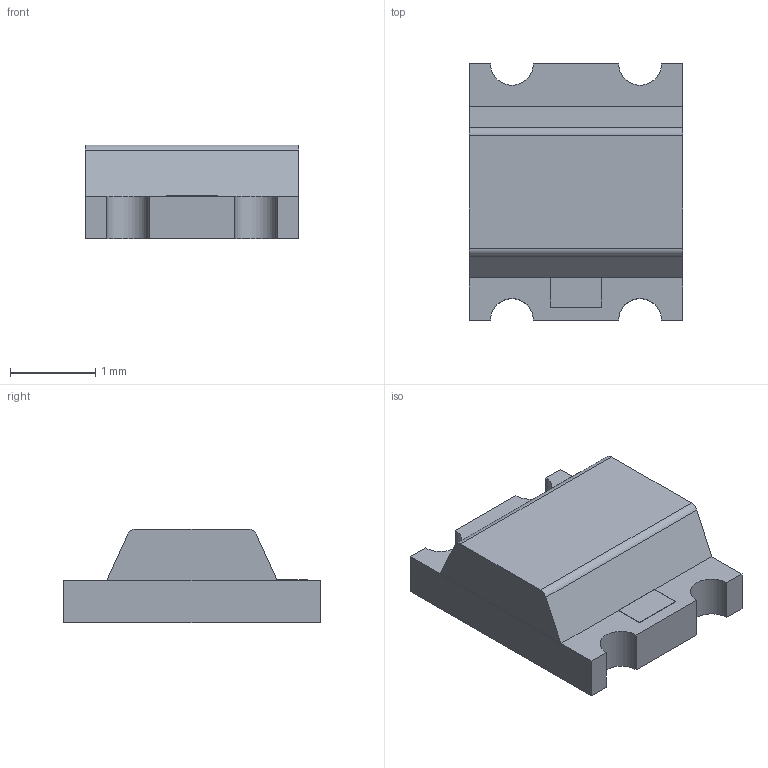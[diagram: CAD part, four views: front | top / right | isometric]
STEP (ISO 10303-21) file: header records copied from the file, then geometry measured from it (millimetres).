
FILE_DESCRIPTION(/* description */ (''),/* implementation_level */ '2;1');
FILE_NAME(/* name */ 'dsrhgsrhshsh.step',/* time_stamp */ '2019-03-30T20:44:14+00:00',/* author */ ('gueni.mohamed'),/* organization */ (''),/* preprocessor_version */ 'ST-DEVELOPER v17.2',/* originating_system */ 'Autodesk Translation Framework v7.6.0.251',/* authorisation */ '');
FILE_SCHEMA (('AUTOMOTIVE_DESIGN { 1 0 10303 214 3 1 1 }'));
Length unit declared in the file: millimetre
Products named in the file (4): User Library-led_bicolor_kpb-3025; User Library-led_bicolor_kpb-3025_PolarityMark; User Library-led_bicolor_kpb-3025_Fillet001; User Library-led_bicolor_kpb-3025_Pocket
Assembly tree (3 placements, depth 2):
  User Library-led_bicolor_kpb-3025
    User Library-led_bicolor_kpb-3025_PolarityMark
    User Library-led_bicolor_kpb-3025_Fillet001
    User Library-led_bicolor_kpb-3025_Pocket
Bounding box: 2.5 x 3 x 1.1 mm (x, y, z)
Volume: 6.1 mm3; surface area: 34.6 mm2
Topology: 3 solids, 3 shells, 28 faces, 66 edges, 44 vertices
Faces by surface type: plane 22, cylinder 6
Entity records: 943 total; most frequent: DIRECTION 150, CARTESIAN_POINT 146, ORIENTED_EDGE 132, EDGE_CURVE 66, LINE 54, VECTOR 54, AXIS2_PLACEMENT_3D 48, VERTEX_POINT 44
